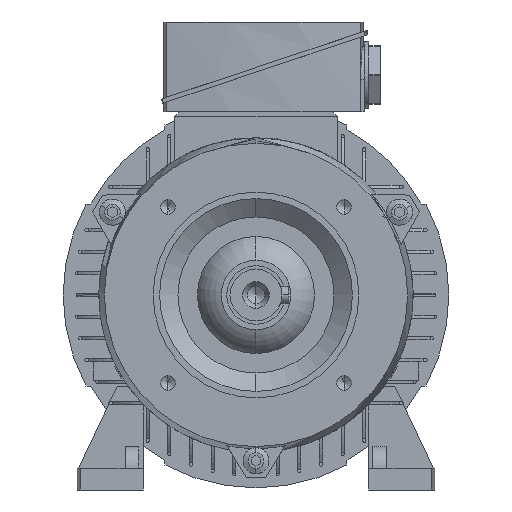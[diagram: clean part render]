
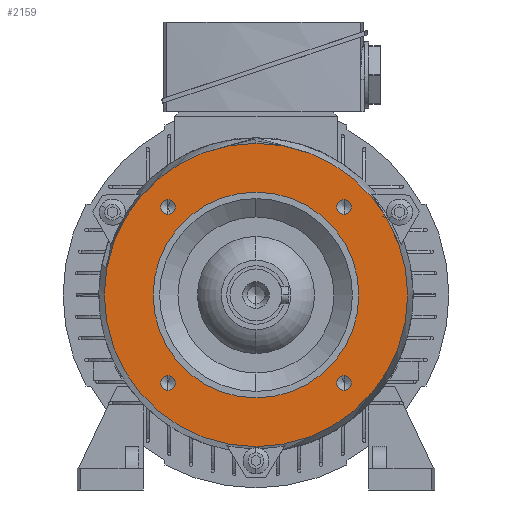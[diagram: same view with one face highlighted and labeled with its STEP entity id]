
A CAD part, left-side view. The second image highlights one B-rep face of the part: STEP entity #2159.
In plain terms, the highlighted planar face has unit normal (-1, 0, 0).
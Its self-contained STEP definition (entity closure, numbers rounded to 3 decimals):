
#2159=ADVANCED_FACE('',(#4354,#4355,#4356,#4357,#4358,#4359),#4360,.T.);
#4354=FACE_BOUND('',#6545,.T.);
#4355=FACE_BOUND('',#6546,.T.);
#4356=FACE_BOUND('',#6547,.T.);
#4357=FACE_BOUND('',#6548,.T.);
#4358=FACE_OUTER_BOUND('',#6549,.T.);
#4359=FACE_BOUND('',#6550,.T.);
#4360=PLANE('',#6551);
#6545=EDGE_LOOP('',(#13379,#13380));
#6546=EDGE_LOOP('',(#13381,#13382));
#6547=EDGE_LOOP('',(#13383,#13384));
#6548=EDGE_LOOP('',(#13385,#13386));
#6549=EDGE_LOOP('',(#13387,#13388));
#6550=EDGE_LOOP('',(#13389,#13390));
#6551=AXIS2_PLACEMENT_3D('',#13391,#13392,#13393);
#13379=ORIENTED_EDGE('',*,*,#16056,.T.);
#13380=ORIENTED_EDGE('',*,*,#13440,.T.);
#13381=ORIENTED_EDGE('',*,*,#16060,.T.);
#13382=ORIENTED_EDGE('',*,*,#13432,.T.);
#13383=ORIENTED_EDGE('',*,*,#16064,.T.);
#13384=ORIENTED_EDGE('',*,*,#13424,.T.);
#13385=ORIENTED_EDGE('',*,*,#16068,.T.);
#13386=ORIENTED_EDGE('',*,*,#13416,.T.);
#13387=ORIENTED_EDGE('',*,*,#16052,.F.);
#13388=ORIENTED_EDGE('',*,*,#13448,.F.);
#13389=ORIENTED_EDGE('',*,*,#13399,.T.);
#13390=ORIENTED_EDGE('',*,*,#16101,.T.);
#13391=CARTESIAN_POINT('',(-34.5,0.0,58.75));
#13392=DIRECTION('',(-1.0,0.0,0.));
#13393=DIRECTION('',(0.,0.0,-1.0));
#13399=EDGE_CURVE('',#16106,#16110,#16112,.T.);
#13416=EDGE_CURVE('',#16141,#16138,#16142,.T.);
#13424=EDGE_CURVE('',#16154,#16151,#16155,.T.);
#13432=EDGE_CURVE('',#16167,#16164,#16168,.T.);
#13440=EDGE_CURVE('',#16180,#16177,#16181,.T.);
#13448=EDGE_CURVE('',#16190,#16193,#16194,.T.);
#16052=EDGE_CURVE('',#16193,#16190,#20080,.T.);
#16056=EDGE_CURVE('',#16177,#16180,#20084,.T.);
#16060=EDGE_CURVE('',#16164,#16167,#20088,.T.);
#16064=EDGE_CURVE('',#16151,#16154,#20092,.T.);
#16068=EDGE_CURVE('',#16138,#16141,#20096,.T.);
#16101=EDGE_CURVE('',#16110,#16106,#20131,.T.);
#16106=VERTEX_POINT('',#20136);
#16110=VERTEX_POINT('',#20141);
#16112=CIRCLE('',#20144,47.5);
#16138=VERTEX_POINT('',#20174);
#16141=VERTEX_POINT('',#20178);
#16142=CIRCLE('',#20179,3.325);
#16151=VERTEX_POINT('',#20191);
#16154=VERTEX_POINT('',#20195);
#16155=CIRCLE('',#20196,3.325);
#16164=VERTEX_POINT('',#20208);
#16167=VERTEX_POINT('',#20212);
#16168=CIRCLE('',#20213,3.325);
#16177=VERTEX_POINT('',#20225);
#16180=VERTEX_POINT('',#20229);
#16181=CIRCLE('',#20230,3.325);
#16190=VERTEX_POINT('',#20242);
#16193=VERTEX_POINT('',#20245);
#16194=CIRCLE('',#20246,70.);
#20080=CIRCLE('',#26987,70.);
#20084=CIRCLE('',#26991,3.325);
#20088=CIRCLE('',#26995,3.325);
#20092=CIRCLE('',#26999,3.325);
#20096=CIRCLE('',#27003,3.325);
#20131=CIRCLE('',#27047,47.5);
#20136=CARTESIAN_POINT('',(-34.5,0.0,47.5));
#20141=CARTESIAN_POINT('',(-34.5,0.,-47.5));
#20144=AXIS2_PLACEMENT_3D('',#27055,#27056,#27057);
#20174=CARTESIAN_POINT('',(-34.5,-40.659,37.334));
#20178=CARTESIAN_POINT('',(-34.5,-40.659,43.984));
#20179=AXIS2_PLACEMENT_3D('',#27084,#27085,#27086);
#20191=CARTESIAN_POINT('',(-34.5,-40.659,-43.984));
#20195=CARTESIAN_POINT('',(-34.5,-40.659,-37.334));
#20196=AXIS2_PLACEMENT_3D('',#27094,#27095,#27096);
#20208=CARTESIAN_POINT('',(-34.5,40.659,-43.984));
#20212=CARTESIAN_POINT('',(-34.5,40.659,-37.334));
#20213=AXIS2_PLACEMENT_3D('',#27104,#27105,#27106);
#20225=CARTESIAN_POINT('',(-34.5,40.659,37.334));
#20229=CARTESIAN_POINT('',(-34.5,40.659,43.984));
#20230=AXIS2_PLACEMENT_3D('',#27114,#27115,#27116);
#20242=CARTESIAN_POINT('',(-34.5,0.,-70.));
#20245=CARTESIAN_POINT('',(-34.5,0.0,70.));
#20246=AXIS2_PLACEMENT_3D('',#27126,#27127,#27128);
#26987=AXIS2_PLACEMENT_3D('',#30029,#30030,#30031);
#26991=AXIS2_PLACEMENT_3D('',#30035,#30036,#30037);
#26995=AXIS2_PLACEMENT_3D('',#30041,#30042,#30043);
#26999=AXIS2_PLACEMENT_3D('',#30047,#30048,#30049);
#27003=AXIS2_PLACEMENT_3D('',#30053,#30054,#30055);
#27047=AXIS2_PLACEMENT_3D('',#30083,#30084,#30085);
#27055=CARTESIAN_POINT('',(-34.5,0.0,0.0));
#27056=DIRECTION('',(1.0,0.0,-0.0));
#27057=DIRECTION('',(0.0,0.0,1.0));
#27084=CARTESIAN_POINT('',(-34.5,-40.659,40.659));
#27085=DIRECTION('',(1.0,0.0,0.));
#27086=DIRECTION('',(0.,0.0,-1.0));
#27094=CARTESIAN_POINT('',(-34.5,-40.659,-40.659));
#27095=DIRECTION('',(1.0,0.0,0.));
#27096=DIRECTION('',(0.,0.0,-1.0));
#27104=CARTESIAN_POINT('',(-34.5,40.659,-40.659));
#27105=DIRECTION('',(1.0,0.0,0.));
#27106=DIRECTION('',(0.,0.0,-1.0));
#27114=CARTESIAN_POINT('',(-34.5,40.659,40.659));
#27115=DIRECTION('',(1.0,0.0,0.));
#27116=DIRECTION('',(0.,0.0,-1.0));
#27126=CARTESIAN_POINT('',(-34.5,0.0,0.0));
#27127=DIRECTION('',(1.0,0.0,-0.0));
#27128=DIRECTION('',(0.0,0.0,1.0));
#30029=CARTESIAN_POINT('',(-34.5,0.0,0.0));
#30030=DIRECTION('',(1.0,0.0,-0.0));
#30031=DIRECTION('',(0.0,0.0,1.0));
#30035=CARTESIAN_POINT('',(-34.5,40.659,40.659));
#30036=DIRECTION('',(1.0,0.0,0.));
#30037=DIRECTION('',(0.,0.0,-1.0));
#30041=CARTESIAN_POINT('',(-34.5,40.659,-40.659));
#30042=DIRECTION('',(1.0,0.0,0.));
#30043=DIRECTION('',(0.,0.0,-1.0));
#30047=CARTESIAN_POINT('',(-34.5,-40.659,-40.659));
#30048=DIRECTION('',(1.0,0.0,0.));
#30049=DIRECTION('',(0.,0.0,-1.0));
#30053=CARTESIAN_POINT('',(-34.5,-40.659,40.659));
#30054=DIRECTION('',(1.0,0.0,0.));
#30055=DIRECTION('',(0.,0.0,-1.0));
#30083=CARTESIAN_POINT('',(-34.5,0.0,0.0));
#30084=DIRECTION('',(1.0,0.0,-0.0));
#30085=DIRECTION('',(0.0,0.0,1.0));
